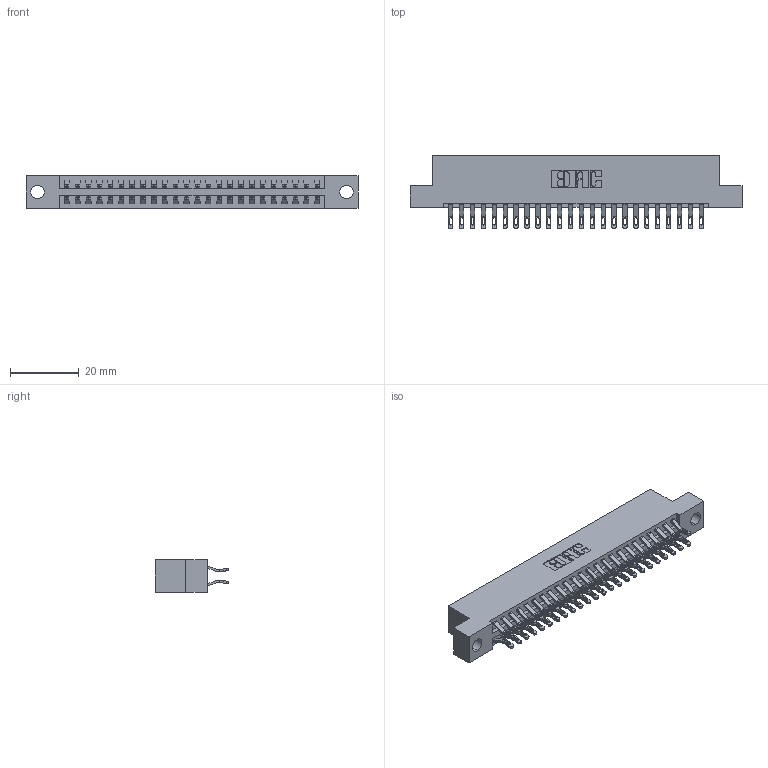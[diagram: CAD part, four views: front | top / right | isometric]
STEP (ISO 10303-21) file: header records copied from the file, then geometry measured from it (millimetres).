
FILE_DESCRIPTION (( 'STEP AP203' ), '1' );
FILE_NAME ('346-048-555-204.STEP', '2022-05-20T21:48:18', ( '' ), ( '' ), 'SwSTEP 2.0', 'SolidWorks 2020', '' );
FILE_SCHEMA (( 'CONFIG_CONTROL_DESIGN' ));
Length unit declared in the file: inch
Products named in the file (3): 346-048-555-204; 345-292-001_555 Tail; 346 Part_Flush Mounting Lugs - 0.156 Dia-TH
Assembly tree (49 placements, depth 2):
  346-048-555-204
    346 Part_Flush Mounting Lugs - 0.156 Dia-TH
    345-292-001_555 Tail  x48
Bounding box: 96.77 x 21.46 x 9.4 mm (x, y, z)
Volume: 9330.1 mm3; surface area: 12886.2 mm2
Topology: 49 solids, 49 shells, 2920 faces, 9149 edges, 6098 vertices
Faces by surface type: plane 1674, cylinder 1246
Entity records: 18831 total; most frequent: CARTESIAN_POINT 3168, ORIENTED_EDGE 3070, DIRECTION 2811, EDGE_CURVE 1535, VECTOR 1287, LINE 1287, VERTEX_POINT 1022, AXIS2_PLACEMENT_3D 762
